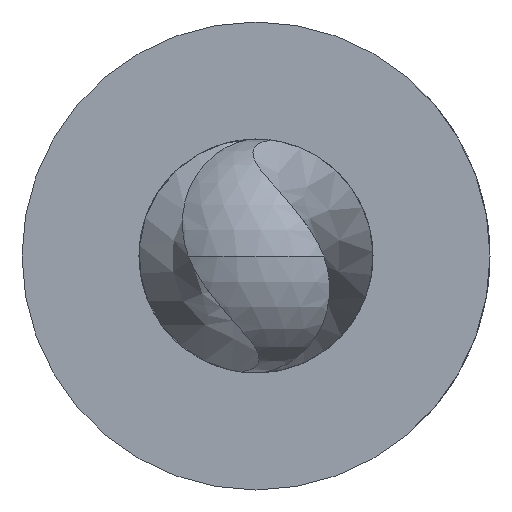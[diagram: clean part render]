
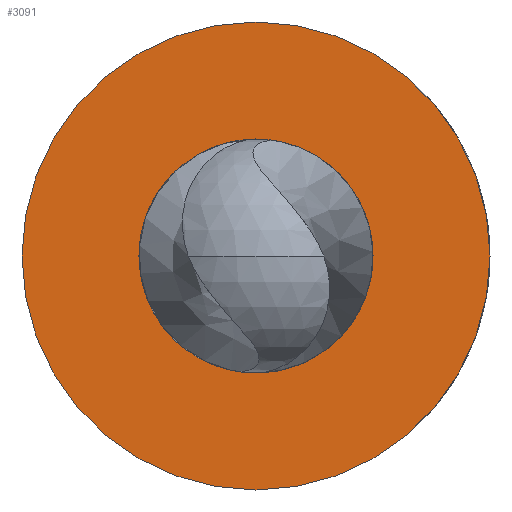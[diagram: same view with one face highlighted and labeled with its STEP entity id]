
A CAD part, front view. The second image highlights one B-rep face of the part: STEP entity #3091.
In plain terms, the highlighted planar face has unit normal (0, -1, 0).
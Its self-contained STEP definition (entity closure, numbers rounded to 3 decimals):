
#163=CARTESIAN_POINT('POINT11',(4.763,0.,0.));
#164=VERTEX_POINT('VERTEX11',#163);
#171=CARTESIAN_POINT('POINT12',(-4.763,0.,0.));
#172=VERTEX_POINT('VERTEX12',#171);
#173=CARTESIAN_POINT('POS21',(0.,0.,0.));
#174=DIRECTION('DIR34',(0.,-1.,0.));
#175=DIRECTION('DIR35',(-1.,0.,0.));
#176=AXIS2_PLACEMENT_3D('AXIS14',#173,#174,#175);
#177=CIRCLE('ELLIPSE9',#176,4.763);
#178=EDGE_CURVE('EDGE16',#172,#164,#177,.T.);
#207=CARTESIAN_POINT('POS25',(0.,0.,0.));
#208=DIRECTION('DIR40',(0.,-1.,0.));
#209=DIRECTION('DIR41',(-1.,0.,0.));
#210=AXIS2_PLACEMENT_3D('AXIS16',#207,#208,#209);
#211=CIRCLE('ELLIPSE10',#210,4.763);
#212=EDGE_CURVE('EDGE19',#164,#172,#211,.T.);
#3062=ORIENTED_EDGE('COEDGE65',*,*,#212,.T.);
#3063=ORIENTED_EDGE('COEDGE66',*,*,#178,.T.);
#3064=EDGE_LOOP('NONE',(#3062,#3063));
#3065=FACE_BOUND('LOOP1',#3064,.T.);
#3066=CARTESIAN_POINT('POINT26',(2.381,0.,0.));
#3067=VERTEX_POINT('VERTEX26',#3066);
#3068=CARTESIAN_POINT('POINT27',(-2.381,0.,0.));
#3069=VERTEX_POINT('VERTEX27',#3068);
#3070=CARTESIAN_POINT('POS29',(0.,0.,0.));
#3071=DIRECTION('DIR48',(0.,1.,0.));
#3072=DIRECTION('DIR49',(1.,0.,0.));
#3073=AXIS2_PLACEMENT_3D('AXIS20',#3070,#3071,#3072);
#3074=CIRCLE('ELLIPSE13',#3073,2.381);
#3075=EDGE_CURVE('EDGE38',#3067,#3069,#3074,.T.);
#3076=ORIENTED_EDGE('COEDGE67',*,*,#3075,.T.);
#3077=CARTESIAN_POINT('POS30',(0.,0.,0.));
#3078=DIRECTION('DIR50',(0.,1.,0.));
#3079=DIRECTION('DIR51',(1.,0.,0.));
#3080=AXIS2_PLACEMENT_3D('AXIS21',#3077,#3078,#3079);
#3081=CIRCLE('ELLIPSE14',#3080,2.381);
#3082=EDGE_CURVE('EDGE39',#3069,#3067,#3081,.T.);
#3083=ORIENTED_EDGE('COEDGE68',*,*,#3082,.T.);
#3084=EDGE_LOOP('NONE',(#3076,#3083));
#3085=FACE_BOUND('LOOP1',#3084,.T.);
#3086=CARTESIAN_POINT('POS31',(0.,0.,0.));
#3087=DIRECTION('DIR52',(0.,-1.,0.));
#3088=DIRECTION('DIR53',(1.,0.,0.));
#3089=AXIS2_PLACEMENT_3D('AXIS22',#3086,#3087,#3088);
#3090=PLANE('PLANE5',#3089);
#3091=ADVANCED_FACE('FACE15',(#3065,#3085),#3090,.T.);
